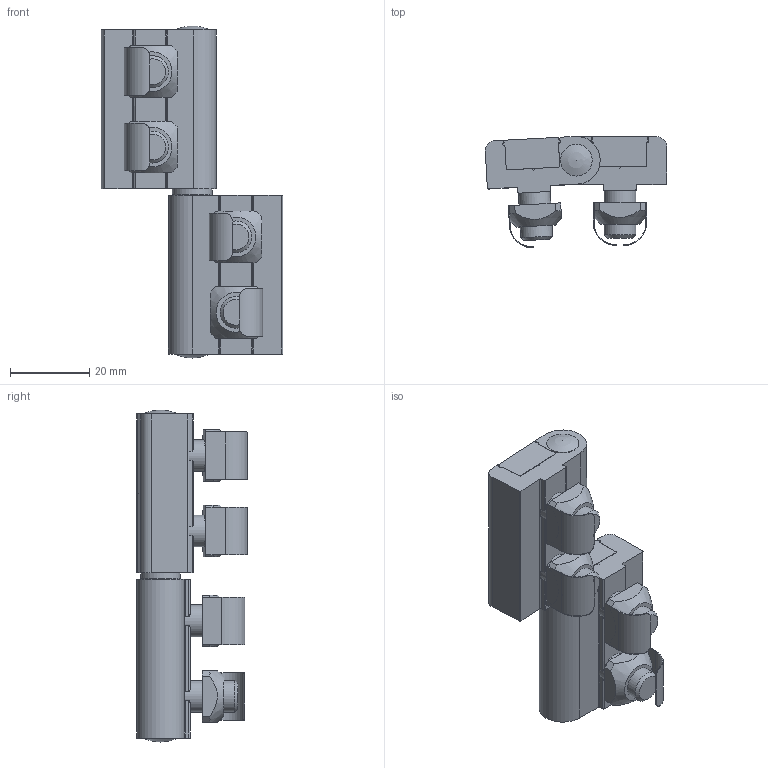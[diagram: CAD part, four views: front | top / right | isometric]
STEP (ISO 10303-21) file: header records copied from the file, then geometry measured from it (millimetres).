
FILE_DESCRIPTION(/* description */ ('Gleitmutter mit Federblech'),/* implementation_level */ '2;1');
FILE_NAME(/* name */ '211100-7.step',/* time_stamp */ '2021-08-26T13:50:27+02:00',/* author */ ('MuellerJ'),/* organization */ (''),/* preprocessor_version */ 'ST-DEVELOPER v18.1',/* originating_system */ 'Autodesk Inventor 2021',/* authorisation */ '');
FILE_SCHEMA (('AUTOMOTIVE_DESIGN { 1 0 10303 214 3 1 1 }'));
Length unit declared in the file: millimetre
Products named in the file (8): leer; 22-1050-0FZ.002; leer_1; 21-1351-2FZ.005; 21-1097-3FZ.002; leer_2; leer_3; 21-1922-2FZ.003
Assembly tree (18 placements, depth 2):
  leer
    22-1050-0FZ.002  x4
    leer_1  x2
    21-1351-2FZ.005  x4
    21-1097-3FZ.002  x2
    leer_2
    leer_3  x4
    21-1922-2FZ.003
Bounding box: 45.65 x 27.93 x 83.6 mm (x, y, z)
Volume: 27638.2 mm3; surface area: 23501.1 mm2
Topology: 18 solids, 18 shells, 609 faces, 1645 edges, 1070 vertices
Faces by surface type: plane 410, cylinder 174, cone 14, torus 9, sphere 2
Full cylindrical faces by diameter (mm): 4 x2, 5.8 x1, 6 x6, 8 x10, 8.5 x4, 10 x1, 13 x4
Entity records: 10080 total; most frequent: CARTESIAN_POINT 1940, DIRECTION 1682, ORIENTED_EDGE 1606, EDGE_CURVE 803, AXIS2_PLACEMENT_3D 584, LINE 514, VECTOR 514, VERTEX_POINT 510
